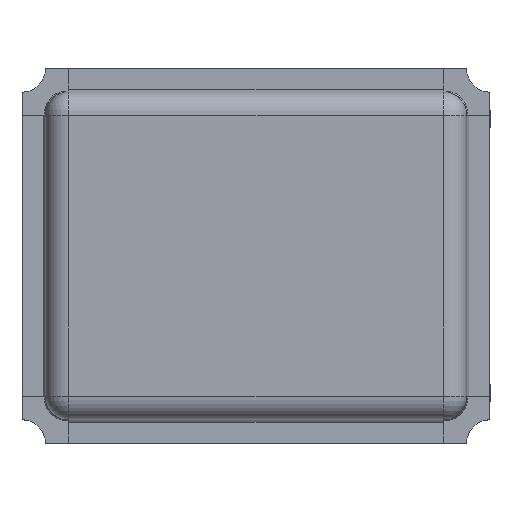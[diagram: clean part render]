
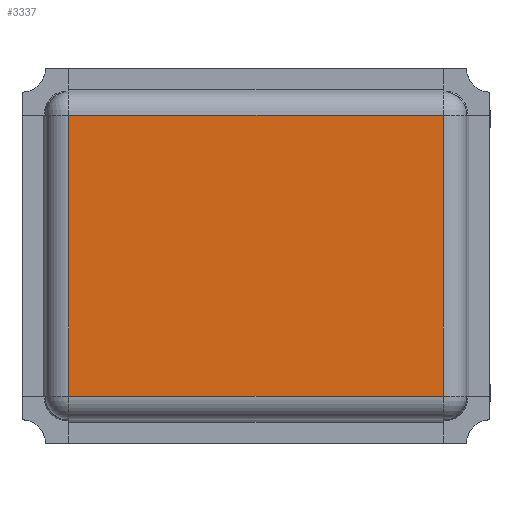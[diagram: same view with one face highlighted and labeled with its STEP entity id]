
A CAD part, top view. The second image highlights one B-rep face of the part: STEP entity #3337.
In plain terms, the highlighted planar face has unit normal (0, 0, 1).
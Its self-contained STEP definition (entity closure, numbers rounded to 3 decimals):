
#213 = CARTESIAN_POINT ( 'NONE',  ( 0.9, -0.6, 0.65 ) ) ;
#235 = VECTOR ( 'NONE', #485, 1000. ) ;
#273 = VECTOR ( 'NONE', #438, 1000. ) ;
#379 = VERTEX_POINT ( 'NONE', #1189 ) ;
#429 = EDGE_CURVE ( 'NONE', #2042, #379, #2406, .T. ) ;
#438 = DIRECTION ( 'NONE',  ( 0., -1., 0. ) ) ;
#485 = DIRECTION ( 'NONE',  ( 1., 0., 0. ) ) ;
#549 = VERTEX_POINT ( 'NONE', #799 ) ;
#712 = DIRECTION ( 'NONE',  ( 1., 0., 0. ) ) ;
#799 = CARTESIAN_POINT ( 'NONE',  ( -0.8, 0.6, 0.65 ) ) ;
#992 = LINE ( 'NONE', #2342, #273 ) ;
#1011 = EDGE_LOOP ( 'NONE', ( #2595, #1413, #1642, #2182 ) ) ;
#1038 = EDGE_CURVE ( 'NONE', #1425, #549, #3207, .T. ) ;
#1054 = CARTESIAN_POINT ( 'NONE',  ( 0.8, 0.6, 0.65 ) ) ;
#1189 = CARTESIAN_POINT ( 'NONE',  ( 0.8, -0.6, 0.65 ) ) ;
#1294 = EDGE_CURVE ( 'NONE', #549, #2042, #992, .T. ) ;
#1304 = EDGE_CURVE ( 'NONE', #379, #1425, #2371, .T. ) ;
#1413 = ORIENTED_EDGE ( 'NONE', *, *, #1304, .T. ) ;
#1425 = VERTEX_POINT ( 'NONE', #1054 ) ;
#1526 = PLANE ( 'NONE',  #2456 ) ;
#1543 = CARTESIAN_POINT ( 'NONE',  ( 0., 0., 0.65 ) ) ;
#1642 = ORIENTED_EDGE ( 'NONE', *, *, #1038, .T. ) ;
#1647 = VECTOR ( 'NONE', #3427, 1000. ) ;
#1670 = DIRECTION ( 'NONE',  ( -1., 0., 0. ) ) ;
#2042 = VERTEX_POINT ( 'NONE', #2492 ) ;
#2182 = ORIENTED_EDGE ( 'NONE', *, *, #1294, .T. ) ;
#2233 = FACE_OUTER_BOUND ( 'NONE', #1011, .T. ) ;
#2342 = CARTESIAN_POINT ( 'NONE',  ( -0.8, -0.7, 0.65 ) ) ;
#2352 = CARTESIAN_POINT ( 'NONE',  ( 0.8, 0.7, 0.65 ) ) ;
#2356 = DIRECTION ( 'NONE',  ( 0., 0., 1. ) ) ;
#2371 = LINE ( 'NONE', #2352, #1647 ) ;
#2406 = LINE ( 'NONE', #213, #235 ) ;
#2456 = AXIS2_PLACEMENT_3D ( 'NONE', #1543, #2356, #712 ) ;
#2492 = CARTESIAN_POINT ( 'NONE',  ( -0.8, -0.6, 0.65 ) ) ;
#2499 = VECTOR ( 'NONE', #1670, 1000. ) ;
#2595 = ORIENTED_EDGE ( 'NONE', *, *, #429, .T. ) ;
#2725 = CARTESIAN_POINT ( 'NONE',  ( -0.9, 0.6, 0.65 ) ) ;
#3207 = LINE ( 'NONE', #2725, #2499 ) ;
#3337 = ADVANCED_FACE ( 'NONE', ( #2233 ), #1526, .T. ) ;
#3427 = DIRECTION ( 'NONE',  ( 0., 1., 0. ) ) ;
